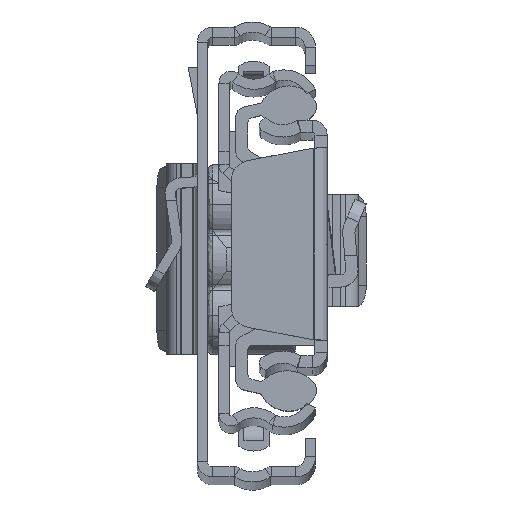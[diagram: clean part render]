
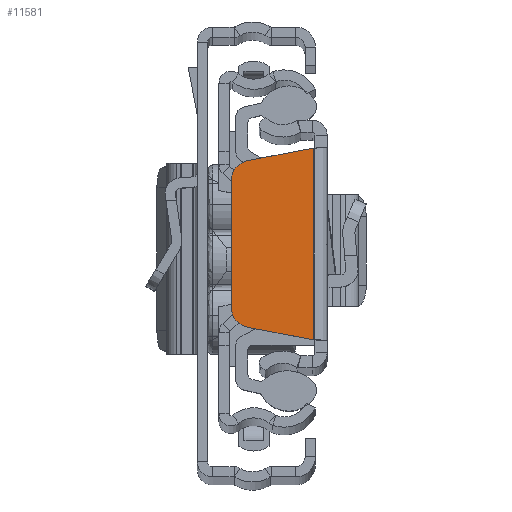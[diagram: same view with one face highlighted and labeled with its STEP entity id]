
A CAD part, top view. The second image highlights one B-rep face of the part: STEP entity #11581.
In plain terms, the highlighted planar face has unit normal (0, 0, 1).
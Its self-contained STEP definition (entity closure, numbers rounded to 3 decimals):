
#93 = VERTEX_POINT ( 'NONE', #18000 ) ;
#549 = DIRECTION ( 'NONE',  ( -1., 0., 0. ) ) ;
#772 = DIRECTION ( 'NONE',  ( -1., 0., 0. ) ) ;
#1162 = ORIENTED_EDGE ( 'NONE', *, *, #19753, .T. ) ;
#2089 = ORIENTED_EDGE ( 'NONE', *, *, #8974, .T. ) ;
#2454 = ORIENTED_EDGE ( 'NONE', *, *, #16466, .T. ) ;
#2584 = DIRECTION ( 'NONE',  ( 0., -1., 0. ) ) ;
#2863 = EDGE_CURVE ( 'NONE', #16920, #93, #19038, .T. ) ;
#3808 = DIRECTION ( 'NONE',  ( 0., 0., -1. ) ) ;
#4160 = CARTESIAN_POINT ( 'NONE',  ( -9.401, 0., 0. ) ) ;
#4262 = DIRECTION ( 'NONE',  ( 0., -1., 0. ) ) ;
#4665 = VECTOR ( 'NONE', #6755, 1000. ) ;
#5134 = LINE ( 'NONE', #18718, #4665 ) ;
#6240 = VERTEX_POINT ( 'NONE', #15135 ) ;
#6329 = CARTESIAN_POINT ( 'NONE',  ( -1.786, 9.298, 0. ) ) ;
#6336 = ORIENTED_EDGE ( 'NONE', *, *, #12211, .T. ) ;
#6676 = DIRECTION ( 'NONE',  ( -1., 0., 0. ) ) ;
#6755 = DIRECTION ( 'NONE',  ( 0.982, -0.189, 0. ) ) ;
#7584 = CARTESIAN_POINT ( 'NONE',  ( -1.36, -9.379, 0. ) ) ;
#8540 = CARTESIAN_POINT ( 'NONE',  ( -7.778, -8.147, 0. ) ) ;
#8974 = EDGE_CURVE ( 'NONE', #19912, #21412, #5134, .T. ) ;
#9217 = CARTESIAN_POINT ( 'NONE',  ( -7.401, -6.183, 0. ) ) ;
#9239 = VECTOR ( 'NONE', #2584, 1000. ) ;
#9245 = AXIS2_PLACEMENT_3D ( 'NONE', #13773, #3808, #549 ) ;
#9433 = DIRECTION ( 'NONE',  ( 0., 0., 1. ) ) ;
#11581 = ADVANCED_FACE ( 'NONE', ( #20434 ), #15400, .F. ) ;
#12046 = ORIENTED_EDGE ( 'NONE', *, *, #2863, .T. ) ;
#12211 = EDGE_CURVE ( 'NONE', #19382, #16920, #14823, .T. ) ;
#12413 = ORIENTED_EDGE ( 'NONE', *, *, #15565, .F. ) ;
#12587 = CIRCLE ( 'NONE', #18501, 2. ) ;
#12947 = DIRECTION ( 'NONE',  ( -0.982, -0.189, 0. ) ) ;
#13475 = VECTOR ( 'NONE', #12947, 1000. ) ;
#13773 = CARTESIAN_POINT ( 'NONE',  ( 0., 0., 0. ) ) ;
#14823 = CIRCLE ( 'NONE', #19709, 2. ) ;
#15135 = CARTESIAN_POINT ( 'NONE',  ( -1.36, 9.379, 0. ) ) ;
#15400 = PLANE ( 'NONE',  #9245 ) ;
#15565 = EDGE_CURVE ( 'NONE', #6240, #21412, #21197, .T. ) ;
#15691 = CARTESIAN_POINT ( 'NONE',  ( -1.36, -9.379, 0. ) ) ;
#16116 = VECTOR ( 'NONE', #4262, 1000. ) ;
#16466 = EDGE_CURVE ( 'NONE', #6240, #19382, #21244, .T. ) ;
#16920 = VERTEX_POINT ( 'NONE', #21394 ) ;
#17749 = EDGE_LOOP ( 'NONE', ( #12046, #1162, #2089, #12413, #2454, #6336 ) ) ;
#18000 = CARTESIAN_POINT ( 'NONE',  ( -9.401, -6.183, 0. ) ) ;
#18100 = CARTESIAN_POINT ( 'NONE',  ( -7.401, 6.183, 0. ) ) ;
#18501 = AXIS2_PLACEMENT_3D ( 'NONE', #9217, #9433, #772 ) ;
#18718 = CARTESIAN_POINT ( 'NONE',  ( -1.786, -9.298, 0. ) ) ;
#19038 = LINE ( 'NONE', #4160, #16116 ) ;
#19382 = VERTEX_POINT ( 'NONE', #20636 ) ;
#19709 = AXIS2_PLACEMENT_3D ( 'NONE', #18100, #21483, #6676 ) ;
#19753 = EDGE_CURVE ( 'NONE', #93, #19912, #12587, .T. ) ;
#19912 = VERTEX_POINT ( 'NONE', #8540 ) ;
#20434 = FACE_OUTER_BOUND ( 'NONE', #17749, .T. ) ;
#20636 = CARTESIAN_POINT ( 'NONE',  ( -7.778, 8.147, 0. ) ) ;
#21197 = LINE ( 'NONE', #7584, #9239 ) ;
#21244 = LINE ( 'NONE', #6329, #13475 ) ;
#21394 = CARTESIAN_POINT ( 'NONE',  ( -9.401, 6.183, 0. ) ) ;
#21412 = VERTEX_POINT ( 'NONE', #15691 ) ;
#21483 = DIRECTION ( 'NONE',  ( 0., 0., 1. ) ) ;
